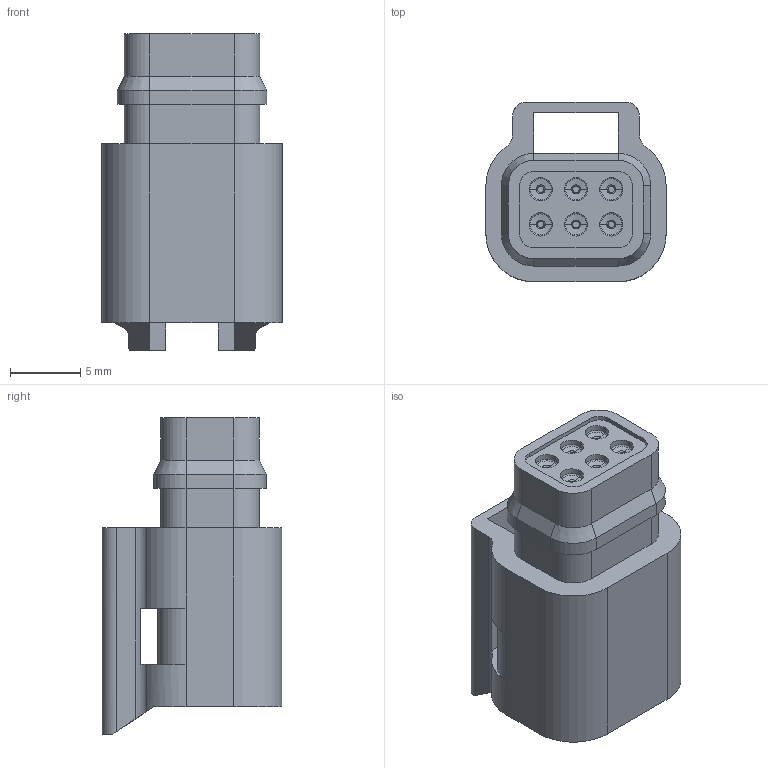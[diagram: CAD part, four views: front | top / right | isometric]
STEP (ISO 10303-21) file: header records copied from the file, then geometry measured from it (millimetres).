
FILE_DESCRIPTION (( 'STEP AP214' ), '1' );
FILE_NAME ('ASC105-06SN (CORED OUT).STEP', '2016-03-23T14:36:21', ( 'TE Connectivity' ), ( 'TE Connectivity' ), 'SwSTEP 2.0', 'SolidWorks 2014', '' );
FILE_SCHEMA (( 'AUTOMOTIVE_DESIGN' ));
Length unit declared in the file: millimetre
Products named in the file (1): ASC105-06SN (CORED OUT)
Bounding box: 12.8 x 12.75 x 22.45 mm (x, y, z)
Volume: 1518.6 mm3; surface area: 2672.1 mm2
Topology: 1 solids, 3 shells, 741 faces, 1750 edges, 1064 vertices
Faces by surface type: cylinder 245, plane 225, torus 139, cone 132
Entity records: 29693 total; most frequent: DIRECTION 4039, CARTESIAN_POINT 3999, ORIENTED_EDGE 3476, EDGE_CURVE 1738, AXIS2_PLACEMENT_3D 1660, VERTEX_POINT 1064, CIRCLE 918, EDGE_LOOP 818
